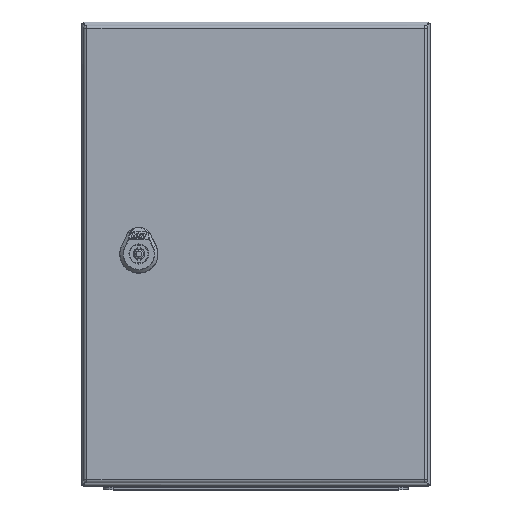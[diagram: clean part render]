
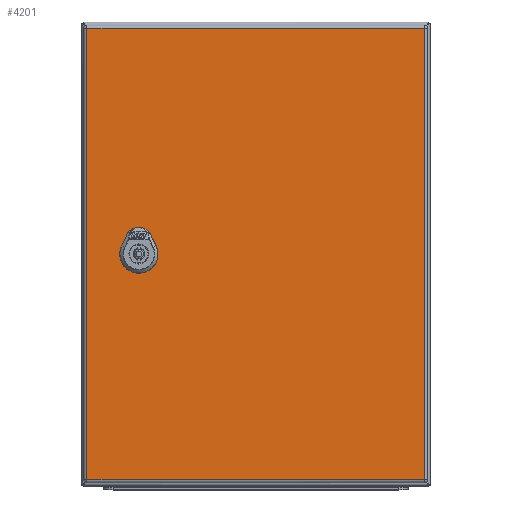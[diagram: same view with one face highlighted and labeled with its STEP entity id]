
A CAD part, top view. The second image highlights one B-rep face of the part: STEP entity #4201.
In plain terms, the highlighted face is planar.
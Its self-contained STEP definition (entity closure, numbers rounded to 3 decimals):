
#858=FACE_BOUND('',#6550,.T.);
#859=FACE_BOUND('',#6551,.T.);
#4201=ADVANCED_FACE('',(#858,#859),#4854,.F.);
#4854=PLANE('',#19461);
#6550=EDGE_LOOP('',(#10845,#10846,#10847,#10848,#10849,#10850,#10851,#10852));
#6551=EDGE_LOOP('',(#10853,#10854,#10855,#10856));
#7451=CIRCLE('',#19457,11.25);
#7452=CIRCLE('',#19458,11.25);
#7453=CIRCLE('',#19459,11.25);
#7454=CIRCLE('',#19460,11.25);
#10845=ORIENTED_EDGE('',*,*,#15339,.T.);
#10846=ORIENTED_EDGE('',*,*,#15340,.T.);
#10847=ORIENTED_EDGE('',*,*,#15341,.T.);
#10848=ORIENTED_EDGE('',*,*,#15342,.T.);
#10849=ORIENTED_EDGE('',*,*,#15343,.T.);
#10850=ORIENTED_EDGE('',*,*,#15344,.T.);
#10851=ORIENTED_EDGE('',*,*,#15345,.T.);
#10852=ORIENTED_EDGE('',*,*,#15346,.T.);
#10853=ORIENTED_EDGE('',*,*,#15347,.T.);
#10854=ORIENTED_EDGE('',*,*,#15348,.T.);
#10855=ORIENTED_EDGE('',*,*,#15349,.T.);
#10856=ORIENTED_EDGE('',*,*,#15350,.T.);
#13410=VERTEX_POINT('',#32346);
#13411=VERTEX_POINT('',#32347);
#13412=VERTEX_POINT('',#32349);
#13413=VERTEX_POINT('',#32351);
#13414=VERTEX_POINT('',#32353);
#13415=VERTEX_POINT('',#32355);
#13416=VERTEX_POINT('',#32357);
#13417=VERTEX_POINT('',#32359);
#13418=VERTEX_POINT('',#32362);
#13419=VERTEX_POINT('',#32363);
#13420=VERTEX_POINT('',#32365);
#13421=VERTEX_POINT('',#32367);
#15339=EDGE_CURVE('',#13410,#13411,#16908,.T.);
#15340=EDGE_CURVE('',#13411,#13412,#7451,.T.);
#15341=EDGE_CURVE('',#13412,#13413,#16909,.T.);
#15342=EDGE_CURVE('',#13413,#13414,#7452,.T.);
#15343=EDGE_CURVE('',#13414,#13415,#16910,.T.);
#15344=EDGE_CURVE('',#13415,#13416,#7453,.T.);
#15345=EDGE_CURVE('',#13416,#13417,#16911,.T.);
#15346=EDGE_CURVE('',#13417,#13410,#7454,.T.);
#15347=EDGE_CURVE('',#13418,#13419,#16912,.T.);
#15348=EDGE_CURVE('',#13419,#13420,#16913,.T.);
#15349=EDGE_CURVE('',#13420,#13421,#16914,.T.);
#15350=EDGE_CURVE('',#13421,#13418,#16915,.T.);
#16908=LINE('',#32345,#18082);
#16909=LINE('',#32350,#18083);
#16910=LINE('',#32354,#18084);
#16911=LINE('',#32358,#18085);
#16912=LINE('',#32361,#18086);
#16913=LINE('',#32364,#18087);
#16914=LINE('',#32366,#18088);
#16915=LINE('',#32368,#18089);
#18082=VECTOR('',#22711,1.);
#18083=VECTOR('',#22714,1.);
#18084=VECTOR('',#22717,1.);
#18085=VECTOR('',#22720,1.);
#18086=VECTOR('',#22723,1.);
#18087=VECTOR('',#22724,1.);
#18088=VECTOR('',#22725,1.);
#18089=VECTOR('',#22726,1.);
#19457=AXIS2_PLACEMENT_3D('',#32348,#22712,#22713);
#19458=AXIS2_PLACEMENT_3D('',#32352,#22715,#22716);
#19459=AXIS2_PLACEMENT_3D('',#32356,#22718,#22719);
#19460=AXIS2_PLACEMENT_3D('',#32360,#22721,#22722);
#19461=AXIS2_PLACEMENT_3D('',#32369,#22727,#22728);
#22711=DIRECTION('',(-1.,0.,0.));
#22712=DIRECTION('',(0.,0.,1.));
#22713=DIRECTION('',(1.,0.,0.));
#22714=DIRECTION('',(0.,-1.,0.));
#22715=DIRECTION('',(0.,0.,1.));
#22716=DIRECTION('',(1.,0.,0.));
#22717=DIRECTION('',(1.,0.,0.));
#22718=DIRECTION('',(0.,0.,1.));
#22719=DIRECTION('',(1.,0.,0.));
#22720=DIRECTION('',(0.,1.,0.));
#22721=DIRECTION('',(0.,0.,1.));
#22722=DIRECTION('',(1.,0.,0.));
#22723=DIRECTION('',(0.,1.,0.));
#22724=DIRECTION('',(1.,0.,0.));
#22725=DIRECTION('',(0.,-1.,0.));
#22726=DIRECTION('',(-1.,0.,0.));
#22727=DIRECTION('',(0.,0.,1.));
#22728=DIRECTION('',(-1.,0.,0.));
#32345=CARTESIAN_POINT('',(-145.65,10.2,0.));
#32346=CARTESIAN_POINT('',(105.396,10.2,0.));
#32347=CARTESIAN_POINT('',(95.904,10.2,0.));
#32348=CARTESIAN_POINT('',(100.65,0.,0.));
#32349=CARTESIAN_POINT('',(90.45,4.746,0.));
#32350=CARTESIAN_POINT('',(90.45,-194.7,0.));
#32351=CARTESIAN_POINT('',(90.45,-4.746,0.));
#32352=CARTESIAN_POINT('',(100.65,0.,0.));
#32353=CARTESIAN_POINT('',(95.904,-10.2,0.));
#32354=CARTESIAN_POINT('',(-145.65,-10.2,0.));
#32355=CARTESIAN_POINT('',(105.396,-10.2,0.));
#32356=CARTESIAN_POINT('',(100.65,0.,0.));
#32357=CARTESIAN_POINT('',(110.85,-4.746,0.));
#32358=CARTESIAN_POINT('',(110.85,-194.7,0.));
#32359=CARTESIAN_POINT('',(110.85,4.746,0.));
#32360=CARTESIAN_POINT('',(100.65,0.,0.));
#32361=CARTESIAN_POINT('',(-145.35,-194.7,0.));
#32362=CARTESIAN_POINT('',(-145.35,-194.4,0.));
#32363=CARTESIAN_POINT('',(-145.35,194.4,0.));
#32364=CARTESIAN_POINT('',(-145.65,194.4,0.));
#32365=CARTESIAN_POINT('',(145.35,194.4,0.));
#32366=CARTESIAN_POINT('',(145.35,-194.7,0.));
#32367=CARTESIAN_POINT('',(145.35,-194.4,0.));
#32368=CARTESIAN_POINT('',(-145.65,-194.4,0.));
#32369=CARTESIAN_POINT('',(-145.65,-194.7,0.));
